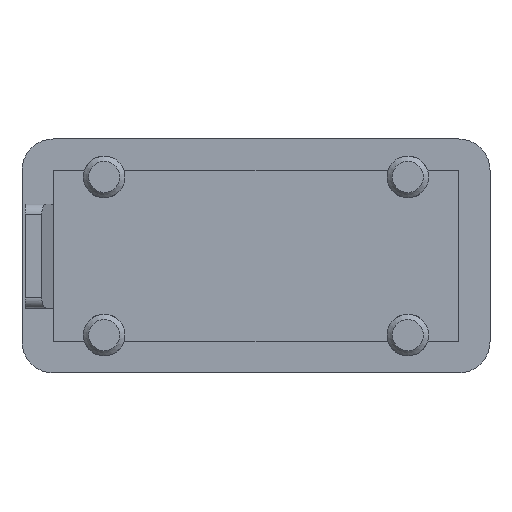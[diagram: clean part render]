
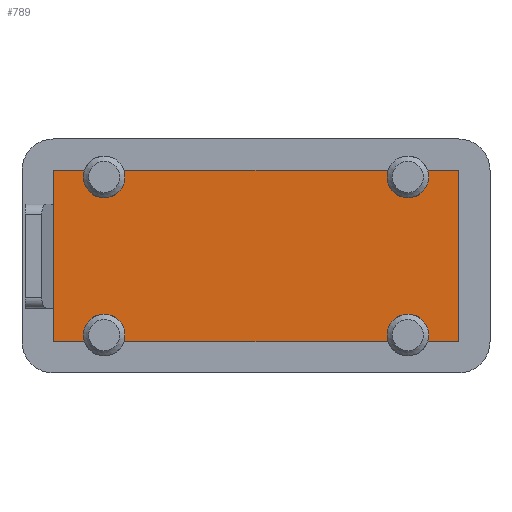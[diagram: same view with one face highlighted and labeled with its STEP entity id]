
A CAD part, front view. The second image highlights one B-rep face of the part: STEP entity #789.
In plain terms, the highlighted planar face has unit normal (0, -1, 0).
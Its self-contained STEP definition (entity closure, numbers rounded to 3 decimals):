
#48=CIRCLE('',#885,2.);
#49=CIRCLE('',#886,2.);
#50=CIRCLE('',#887,2.);
#51=CIRCLE('',#888,2.);
#52=CIRCLE('',#889,2.);
#53=CIRCLE('',#890,2.);
#113=FACE_OUTER_BOUND('',#160,.T.);
#160=EDGE_LOOP('',(#648,#649,#650,#651,#652,#653,#654,#655,#656,#657,#658,
#659,#660,#661));
#179=LINE('',#1182,#250);
#195=LINE('',#1220,#266);
#196=LINE('',#1224,#267);
#200=LINE('',#1233,#271);
#206=LINE('',#1246,#277);
#208=LINE('',#1250,#279);
#213=LINE('',#1261,#284);
#237=LINE('',#1348,#308);
#250=VECTOR('',#925,1000.);
#266=VECTOR('',#961,1000.);
#267=VECTOR('',#964,1000.);
#271=VECTOR('',#970,1000.);
#277=VECTOR('',#978,1000.);
#279=VECTOR('',#982,1000.);
#284=VECTOR('',#989,1000.);
#308=VECTOR('',#1095,1000.);
#321=VERTEX_POINT('',#1179);
#322=VERTEX_POINT('',#1181);
#334=VERTEX_POINT('',#1218);
#335=VERTEX_POINT('',#1222);
#336=VERTEX_POINT('',#1223);
#339=VERTEX_POINT('',#1231);
#340=VERTEX_POINT('',#1232);
#345=VERTEX_POINT('',#1243);
#346=VERTEX_POINT('',#1245);
#347=VERTEX_POINT('',#1249);
#351=VERTEX_POINT('',#1258);
#352=VERTEX_POINT('',#1260);
#375=VERTEX_POINT('',#1350);
#376=VERTEX_POINT('',#1353);
#393=EDGE_CURVE('',#321,#322,#179,.T.);
#413=EDGE_CURVE('',#334,#321,#195,.T.);
#414=EDGE_CURVE('',#335,#336,#196,.T.);
#418=EDGE_CURVE('',#339,#340,#200,.T.);
#424=EDGE_CURVE('',#345,#346,#206,.T.);
#426=EDGE_CURVE('',#322,#347,#208,.T.);
#431=EDGE_CURVE('',#351,#352,#213,.T.);
#477=EDGE_CURVE('',#352,#339,#237,.T.);
#478=EDGE_CURVE('',#375,#334,#48,.F.);
#479=EDGE_CURVE('',#336,#375,#49,.F.);
#480=EDGE_CURVE('',#376,#335,#50,.F.);
#481=EDGE_CURVE('',#340,#376,#51,.F.);
#482=EDGE_CURVE('',#346,#351,#52,.F.);
#483=EDGE_CURVE('',#347,#345,#53,.F.);
#648=ORIENTED_EDGE('',*,*,#413,.F.);
#649=ORIENTED_EDGE('',*,*,#478,.F.);
#650=ORIENTED_EDGE('',*,*,#479,.F.);
#651=ORIENTED_EDGE('',*,*,#414,.F.);
#652=ORIENTED_EDGE('',*,*,#480,.F.);
#653=ORIENTED_EDGE('',*,*,#481,.F.);
#654=ORIENTED_EDGE('',*,*,#418,.F.);
#655=ORIENTED_EDGE('',*,*,#477,.F.);
#656=ORIENTED_EDGE('',*,*,#431,.F.);
#657=ORIENTED_EDGE('',*,*,#482,.F.);
#658=ORIENTED_EDGE('',*,*,#424,.F.);
#659=ORIENTED_EDGE('',*,*,#483,.F.);
#660=ORIENTED_EDGE('',*,*,#426,.F.);
#661=ORIENTED_EDGE('',*,*,#393,.F.);
#751=PLANE('',#884);
#789=ADVANCED_FACE('',(#113),#751,.F.);
#884=AXIS2_PLACEMENT_3D('',#1349,#1096,#1097);
#885=AXIS2_PLACEMENT_3D('',#1351,#1098,#1099);
#886=AXIS2_PLACEMENT_3D('',#1352,#1100,#1101);
#887=AXIS2_PLACEMENT_3D('',#1354,#1102,#1103);
#888=AXIS2_PLACEMENT_3D('',#1355,#1104,#1105);
#889=AXIS2_PLACEMENT_3D('',#1356,#1106,#1107);
#890=AXIS2_PLACEMENT_3D('',#1357,#1108,#1109);
#925=DIRECTION('',(0.,0.,1.));
#961=DIRECTION('',(-1.,0.,0.));
#964=DIRECTION('',(-1.,0.,0.));
#970=DIRECTION('',(-1.,0.,0.));
#978=DIRECTION('',(1.,0.,0.));
#982=DIRECTION('',(1.,0.,0.));
#989=DIRECTION('',(1.,0.,0.));
#1095=DIRECTION('',(0.,0.,-1.));
#1096=DIRECTION('center_axis',(0.,1.,0.));
#1097=DIRECTION('ref_axis',(0.,0.,1.));
#1098=DIRECTION('center_axis',(0.,1.,0.));
#1099=DIRECTION('ref_axis',(0.,0.,1.));
#1100=DIRECTION('center_axis',(0.,1.,0.));
#1101=DIRECTION('ref_axis',(0.,0.,1.));
#1102=DIRECTION('center_axis',(0.,1.,0.));
#1103=DIRECTION('ref_axis',(0.,0.,1.));
#1104=DIRECTION('center_axis',(0.,1.,0.));
#1105=DIRECTION('ref_axis',(0.,0.,1.));
#1106=DIRECTION('center_axis',(0.,1.,0.));
#1107=DIRECTION('ref_axis',(0.,0.,1.));
#1108=DIRECTION('center_axis',(0.,1.,0.));
#1109=DIRECTION('ref_axis',(0.,0.,1.));
#1179=CARTESIAN_POINT('',(-19.5,-3.,-8.25));
#1181=CARTESIAN_POINT('',(-19.5,-3.,8.25));
#1182=CARTESIAN_POINT('',(-19.5,-3.,-8.25));
#1218=CARTESIAN_POINT('',(-16.491,-3.,-8.25));
#1220=CARTESIAN_POINT('',(19.5,-3.,-8.25));
#1222=CARTESIAN_POINT('',(12.709,-3.,-8.25));
#1223=CARTESIAN_POINT('',(-12.709,-3.,-8.25));
#1224=CARTESIAN_POINT('',(19.5,-3.,-8.25));
#1231=CARTESIAN_POINT('',(19.5,-3.,-8.25));
#1232=CARTESIAN_POINT('',(16.491,-3.,-8.25));
#1233=CARTESIAN_POINT('',(19.5,-3.,-8.25));
#1243=CARTESIAN_POINT('',(-12.709,-3.,8.25));
#1245=CARTESIAN_POINT('',(12.709,-3.,8.25));
#1246=CARTESIAN_POINT('',(-19.5,-3.,8.25));
#1249=CARTESIAN_POINT('',(-16.491,-3.,8.25));
#1250=CARTESIAN_POINT('',(-19.5,-3.,8.25));
#1258=CARTESIAN_POINT('',(16.491,-3.,8.25));
#1260=CARTESIAN_POINT('',(19.5,-3.,8.25));
#1261=CARTESIAN_POINT('',(-19.5,-3.,8.25));
#1348=CARTESIAN_POINT('',(19.5,-3.,8.25));
#1349=CARTESIAN_POINT('Origin',(0.,-3.,0.));
#1350=CARTESIAN_POINT('',(-14.6,-3.,-5.6));
#1351=CARTESIAN_POINT('Origin',(-14.6,-3.,-7.6));
#1352=CARTESIAN_POINT('Origin',(-14.6,-3.,-7.6));
#1353=CARTESIAN_POINT('',(14.6,-3.,-5.6));
#1354=CARTESIAN_POINT('Origin',(14.6,-3.,-7.6));
#1355=CARTESIAN_POINT('Origin',(14.6,-3.,-7.6));
#1356=CARTESIAN_POINT('Origin',(14.6,-3.,7.6));
#1357=CARTESIAN_POINT('Origin',(-14.6,-3.,7.6));
